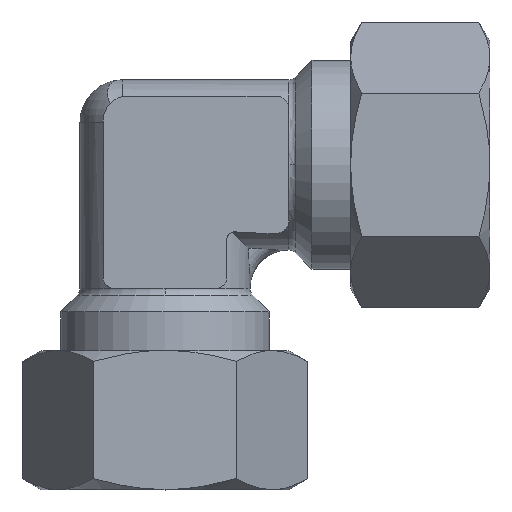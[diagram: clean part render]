
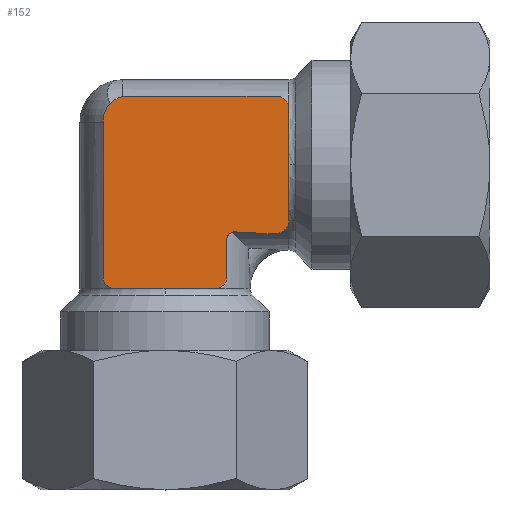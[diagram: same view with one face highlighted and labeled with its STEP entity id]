
A CAD part, top view. The second image highlights one B-rep face of the part: STEP entity #152.
In plain terms, the highlighted planar face has unit normal (0, 0, 1).
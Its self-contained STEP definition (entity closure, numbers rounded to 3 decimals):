
#152=ADVANCED_FACE('',(#385),#386,.T.);
#385=FACE_OUTER_BOUND('',#637,.T.);
#386=PLANE('',#638);
#637=EDGE_LOOP('',(#1470,#1471,#1472,#1473,#1474,#1475,#1476,#1477,#1478,#1479,#1480,#1481,#1482,#1483,#1484,#1485));
#638=AXIS2_PLACEMENT_3D('',#1486,#1487,#1488);
#1470=ORIENTED_EDGE('',*,*,#1911,.F.);
#1471=ORIENTED_EDGE('',*,*,#1918,.F.);
#1472=ORIENTED_EDGE('',*,*,#1925,.F.);
#1473=ORIENTED_EDGE('',*,*,#1929,.F.);
#1474=ORIENTED_EDGE('',*,*,#1701,.F.);
#1475=ORIENTED_EDGE('',*,*,#1943,.F.);
#1476=ORIENTED_EDGE('',*,*,#1941,.F.);
#1477=ORIENTED_EDGE('',*,*,#1939,.F.);
#1478=ORIENTED_EDGE('',*,*,#1937,.F.);
#1479=ORIENTED_EDGE('',*,*,#1707,.F.);
#1480=ORIENTED_EDGE('',*,*,#1936,.F.);
#1481=ORIENTED_EDGE('',*,*,#1931,.F.);
#1482=ORIENTED_EDGE('',*,*,#1711,.F.);
#1483=ORIENTED_EDGE('',*,*,#1930,.F.);
#1484=ORIENTED_EDGE('',*,*,#1726,.F.);
#1485=ORIENTED_EDGE('',*,*,#1904,.F.);
#1486=CARTESIAN_POINT('',(3.429,-3.006,11.5));
#1487=DIRECTION('',(0.0,0.0,1.0));
#1488=DIRECTION('',(1.0,0.0,0.0));
#1701=EDGE_CURVE('',#2044,#2047,#2048,.T.);
#1707=EDGE_CURVE('',#2056,#2052,#2058,.T.);
#1711=EDGE_CURVE('',#2063,#2060,#2065,.T.);
#1726=EDGE_CURVE('',#2092,#2094,#2095,.T.);
#1904=EDGE_CURVE('',#2369,#2092,#2371,.T.);
#1911=EDGE_CURVE('',#2380,#2369,#2382,.T.);
#1918=EDGE_CURVE('',#2391,#2380,#2393,.T.);
#1925=EDGE_CURVE('',#2402,#2391,#2404,.T.);
#1929=EDGE_CURVE('',#2047,#2402,#2408,.T.);
#1930=EDGE_CURVE('',#2094,#2063,#2409,.T.);
#1931=EDGE_CURVE('',#2060,#2410,#2411,.T.);
#1936=EDGE_CURVE('',#2410,#2056,#2418,.T.);
#1937=EDGE_CURVE('',#2052,#2419,#2420,.T.);
#1939=EDGE_CURVE('',#2419,#2422,#2423,.T.);
#1941=EDGE_CURVE('',#2422,#2425,#2426,.T.);
#1943=EDGE_CURVE('',#2425,#2044,#2428,.T.);
#2044=VERTEX_POINT('',#2642);
#2047=VERTEX_POINT('',#2646);
#2048=CIRCLE('',#2647,0.958);
#2052=VERTEX_POINT('',#2666);
#2056=VERTEX_POINT('',#2686);
#2058=CIRCLE('',#2689,1.773);
#2060=VERTEX_POINT('',#2691);
#2063=VERTEX_POINT('',#2698);
#2065=CIRCLE('',#2701,1.773);
#2092=VERTEX_POINT('',#2779);
#2094=VERTEX_POINT('',#2782);
#2095=CIRCLE('',#2783,3.233);
#2369=VERTEX_POINT('',#3855);
#2371=LINE('',#3858,#3859);
#2380=VERTEX_POINT('',#3885);
#2382=CIRCLE('',#3888,1.5);
#2391=VERTEX_POINT('',#3902);
#2393=LINE('',#3905,#3906);
#2402=VERTEX_POINT('',#3918);
#2404=CIRCLE('',#3921,1.5);
#2408=LINE('',#3941,#3942);
#2409=LINE('',#3943,#3944);
#2410=VERTEX_POINT('',#3945);
#2411=CIRCLE('',#3946,1.773);
#2418=LINE('',#3970,#3971);
#2419=VERTEX_POINT('',#3972);
#2420=CIRCLE('',#3973,1.773);
#2422=VERTEX_POINT('',#3976);
#2423=LINE('',#3977,#3978);
#2425=VERTEX_POINT('',#3981);
#2426=LINE('',#3982,#3983);
#2428=CIRCLE('',#3986,0.958);
#2642=CARTESIAN_POINT('',(7.999,-9.636,11.5));
#2646=CARTESIAN_POINT('',(7.999,-9.665,11.5));
#2647=AXIS2_PLACEMENT_3D('',#4113,#4114,#4115);
#2666=CARTESIAN_POINT('',(16.003,-7.131,11.5));
#2686=CARTESIAN_POINT('',(15.999,-7.01,11.5));
#2689=AXIS2_PLACEMENT_3D('',#4119,#4120,#4121);
#2691=CARTESIAN_POINT('',(16.003,7.131,11.5));
#2698=CARTESIAN_POINT('',(14.499,8.884,11.5));
#2701=AXIS2_PLACEMENT_3D('',#4124,#4125,#4126);
#2779=CARTESIAN_POINT('',(-8.001,5.655,11.5));
#2782=CARTESIAN_POINT('',(-5.001,8.884,11.5));
#2783=AXIS2_PLACEMENT_3D('',#4143,#4144,#4145);
#3855=CARTESIAN_POINT('',(-8.001,-14.5,11.5));
#3858=CARTESIAN_POINT('',(-8.001,-14.5,11.5));
#3859=VECTOR('',#4381,1.0);
#3885=CARTESIAN_POINT('',(-6.501,-16.,11.5));
#3888=AXIS2_PLACEMENT_3D('',#4391,#4392,#4393);
#3902=CARTESIAN_POINT('',(6.499,-16.,11.5));
#3905=CARTESIAN_POINT('',(-6.501,-16.,11.5));
#3906=VECTOR('',#4400,1.0);
#3918=CARTESIAN_POINT('',(7.999,-14.5,11.5));
#3921=AXIS2_PLACEMENT_3D('',#4411,#4412,#4413);
#3941=CARTESIAN_POINT('',(7.999,-9.665,11.5));
#3942=VECTOR('',#4418,1.0);
#3943=CARTESIAN_POINT('',(-5.001,8.884,11.5));
#3944=VECTOR('',#4419,1.0);
#3945=CARTESIAN_POINT('',(15.999,7.01,11.5));
#3946=AXIS2_PLACEMENT_3D('',#4420,#4421,#4422);
#3970=CARTESIAN_POINT('',(15.999,-7.01,11.5));
#3971=VECTOR('',#4427,1.0);
#3972=CARTESIAN_POINT('',(14.499,-8.884,11.5));
#3973=AXIS2_PLACEMENT_3D('',#4428,#4429,#4430);
#3976=CARTESIAN_POINT('',(12.921,-8.884,11.5));
#3977=CARTESIAN_POINT('',(12.921,-8.884,11.5));
#3978=VECTOR('',#4432,1.0);
#3981=CARTESIAN_POINT('',(8.999,-8.679,11.5));
#3982=CARTESIAN_POINT('',(8.999,-8.679,11.5));
#3983=VECTOR('',#4434,1.0);
#3986=AXIS2_PLACEMENT_3D('',#4436,#4437,#4438);
#4113=CARTESIAN_POINT('',(8.956,-9.636,11.5));
#4114=DIRECTION('',(0.0,0.0,1.0));
#4115=DIRECTION('',(1.0,0.0,0.0));
#4119=CARTESIAN_POINT('',(14.23,-7.131,11.5));
#4120=DIRECTION('',(0.0,0.0,-1.0));
#4121=DIRECTION('',(1.0,0.0,0.0));
#4124=CARTESIAN_POINT('',(14.23,7.131,11.5));
#4125=DIRECTION('',(0.0,0.0,-1.0));
#4126=DIRECTION('',(1.0,0.0,0.0));
#4143=CARTESIAN_POINT('',(-4.768,5.659,11.5));
#4144=DIRECTION('',(0.0,0.0,-1.0));
#4145=DIRECTION('',(1.0,0.0,0.0));
#4381=DIRECTION('',(0.0,1.0,0.0));
#4391=CARTESIAN_POINT('',(-6.501,-14.5,11.5));
#4392=DIRECTION('',(0.0,0.0,-1.0));
#4393=DIRECTION('',(1.0,0.0,0.0));
#4400=DIRECTION('',(-1.0,-0.0,-0.0));
#4411=CARTESIAN_POINT('',(6.499,-14.5,11.5));
#4412=DIRECTION('',(0.0,0.0,-1.0));
#4413=DIRECTION('',(1.0,0.0,0.0));
#4418=DIRECTION('',(0.0,-1.0,0.0));
#4419=DIRECTION('',(1.0,0.0,0.0));
#4420=CARTESIAN_POINT('',(14.23,7.131,11.5));
#4421=DIRECTION('',(0.0,0.0,-1.0));
#4422=DIRECTION('',(1.0,0.0,0.0));
#4427=DIRECTION('',(0.,-1.0,-0.0));
#4428=CARTESIAN_POINT('',(14.23,-7.131,11.5));
#4429=DIRECTION('',(0.0,0.0,-1.0));
#4430=DIRECTION('',(1.0,0.0,0.0));
#4432=DIRECTION('',(-1.0,-0.0,-0.0));
#4434=DIRECTION('',(-0.999,0.052,0.0));
#4436=CARTESIAN_POINT('',(8.956,-9.636,11.5));
#4437=DIRECTION('',(0.0,0.0,1.0));
#4438=DIRECTION('',(1.0,0.0,0.0));
